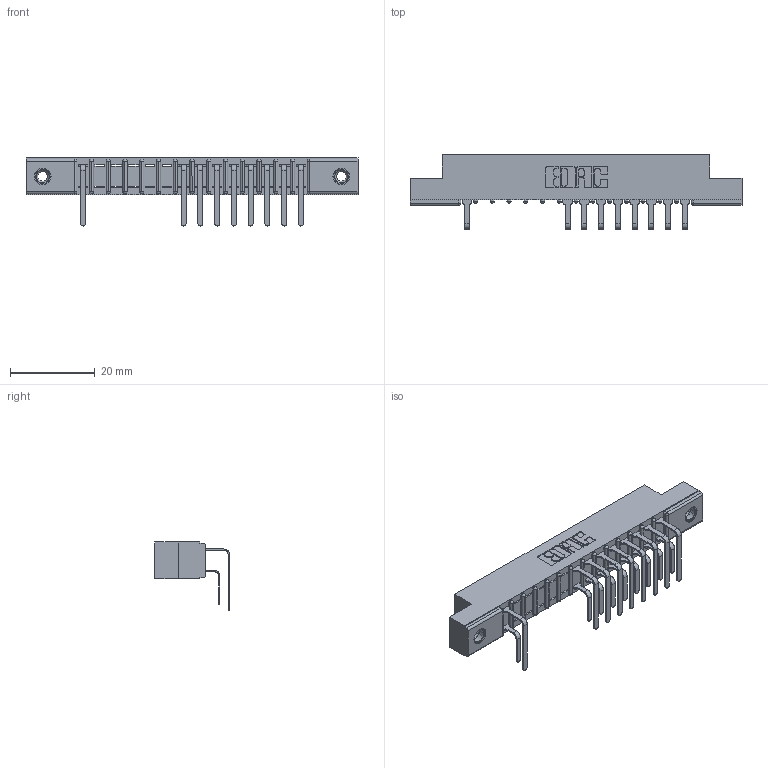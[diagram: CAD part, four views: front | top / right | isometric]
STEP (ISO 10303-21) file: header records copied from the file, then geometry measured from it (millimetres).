
FILE_DESCRIPTION (( 'STEP AP203' ), '1' );
FILE_NAME ('307-014-559-108.STEP', '2018-08-03T00:41:51', ( '' ), ( '' ), 'SwSTEP 2.0', 'SolidWorks 2016', '' );
FILE_SCHEMA (( 'CONFIG_CONTROL_DESIGN' ));
Length unit declared in the file: inch
Products named in the file (5): 307 Part_.156 Dia Mounting Holes; 307-290-001_558 559 - 1 (Single); 307-290-001_559 - 2 (Single); 345-250-001_345-250-003-102; 307-014-559-108
Assembly tree (21 placements, depth 2):
  307-014-559-108
    307 Part_.156 Dia Mounting Holes
    307-290-001_558 559 - 1 (Single)  x9
    307-290-001_559 - 2 (Single)  x9
    345-250-001_345-250-003-102  x2
Bounding box: 78.49 x 17.69 x 16.08 mm (x, y, z)
Volume: 5078.5 mm3; surface area: 8259 mm2
Topology: 21 solids, 21 shells, 1193 faces, 3335 edges, 2150 vertices
Faces by surface type: plane 756, cylinder 391, sphere 30, cone 12, torus 4
Entity records: 18214 total; most frequent: CARTESIAN_POINT 3017, ORIENTED_EDGE 2990, DIRECTION 2965, EDGE_CURVE 1495, VECTOR 1133, LINE 1133, VERTEX_POINT 968, AXIS2_PLACEMENT_3D 916
